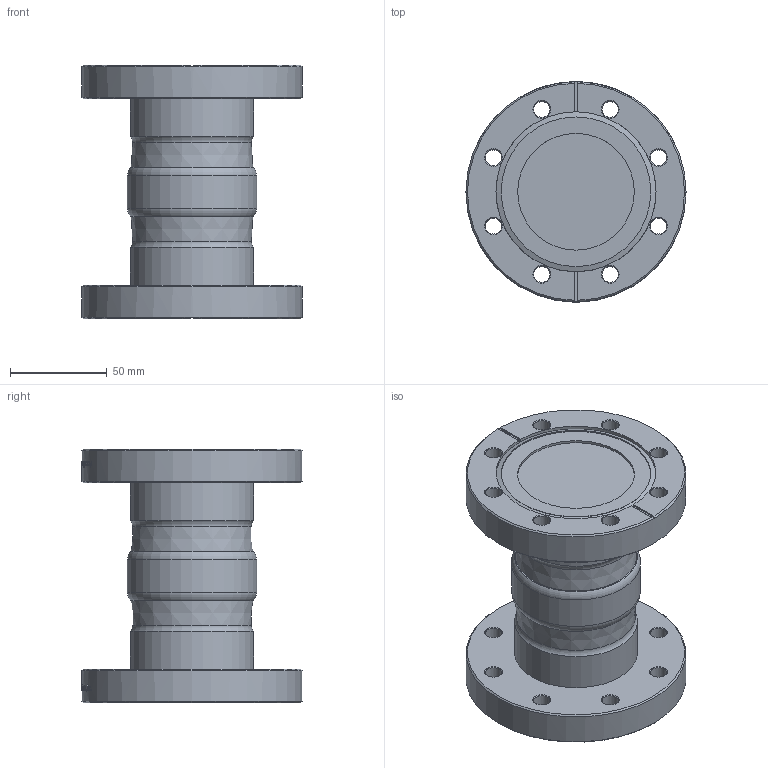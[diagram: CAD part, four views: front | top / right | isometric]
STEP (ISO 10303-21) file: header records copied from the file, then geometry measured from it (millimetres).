
FILE_DESCRIPTION(/* description */ ('Alibre Inc.'),/* implementation_level */ '2;1');
FILE_NAME(/* name */ 'export-DF334F7E-35EB-4CD3-9C39-1EC1BA3BE793',/* time_stamp */ '2023-05-02T14:57:55-07:00',/* author */ (''),/* organization */ (''),/* preprocessor_version */ 'ST-DEVELOPER v17',/* originating_system */ 'Alibre',/* authorisation */ '');
FILE_SCHEMA (('CONFIG_CONTROL_DESIGN'));
Length unit declared in the file: inch
Bounding box: 113.54 x 113.54 x 130.86 mm (x, y, z)
Volume: 620343.2 mm3; surface area: 72668 mm2
Topology: 1 solids, 1 shells, 855 faces, 2329 edges, 1536 vertices
Faces by surface type: bspline 472, plane 252, cylinder 83, cone 42, torus 6
Full cylindrical faces by diameter (mm): 8.433 x16, 60.198 x2, 63.5 x2, 66.675 x1, 77.216 x2, 82.575 x2, 113.538 x2
Entity records: 33595 total; most frequent: CARTESIAN_POINT 15535, ORIENTED_EDGE 4496, EDGE_CURVE 2248, DIRECTION 2092, VERTEX_POINT 1526, EDGE_LOOP 1018, FACE_BOUND 1018, B_SPLINE_CURVE_WITH_KNOTS 974
